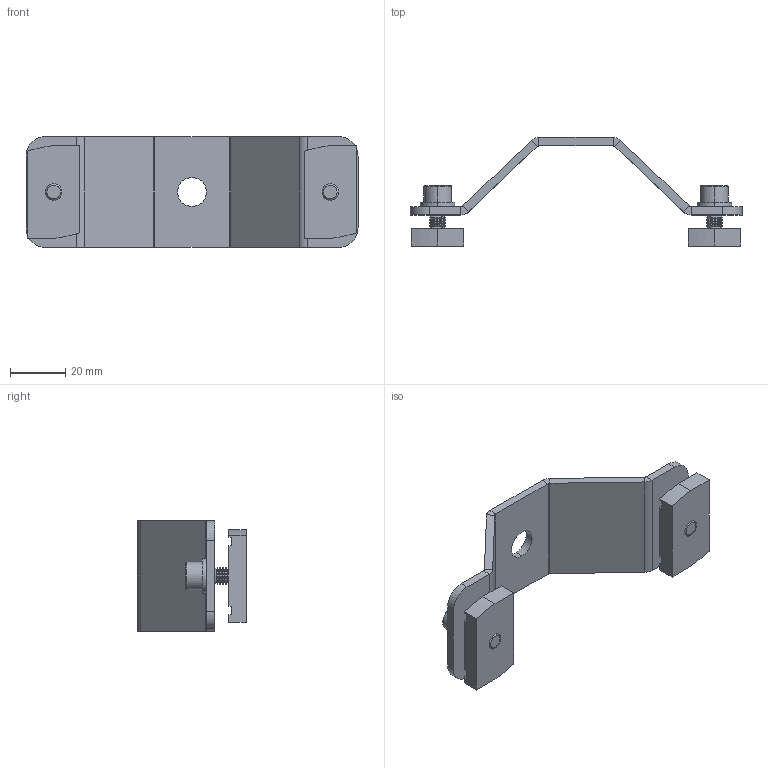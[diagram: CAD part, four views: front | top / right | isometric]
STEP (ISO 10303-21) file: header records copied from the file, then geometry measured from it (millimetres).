
FILE_DESCRIPTION (( 'STEP AP203' ), '1' );
FILE_NAME ('T81140.STEP', '2018-09-13T12:59:55', ( '' ), ( '' ), 'SwSTEP 2.0', 'SolidWorks 2016', '' );
FILE_SCHEMA (( 'CONFIG_CONTROL_DESIGN' ));
Length unit declared in the file: millimetre
Products named in the file (5): T81190; A Washer_Bright washer BS 4320 - M6 (Form A); T81140; Socket Head Cap Screw_Doughty Fastners_ISO 4762 M6 x 16 --- 16S; TH2810
Assembly tree (7 placements, depth 2):
  T81140
    TH2810
    A Washer_Bright washer BS 4320 - M6 (Form A)  x2
    Socket Head Cap Screw_Doughty Fastners_ISO 4762 M6 x 16 --- 16S  x2
    T81190  x2
Bounding box: 120 x 39.4 x 40 mm (x, y, z)
Volume: 25224.6 mm3; surface area: 18199.8 mm2
Topology: 7 solids, 7 shells, 306 faces, 758 edges, 466 vertices
Faces by surface type: cone 112, cylinder 94, plane 92, torus 8
Entity records: 5821 total; most frequent: DIRECTION 1010, CARTESIAN_POINT 880, ORIENTED_EDGE 860, EDGE_CURVE 430, AXIS2_PLACEMENT_3D 393, VERTEX_POINT 263, LINE 224, VECTOR 224
